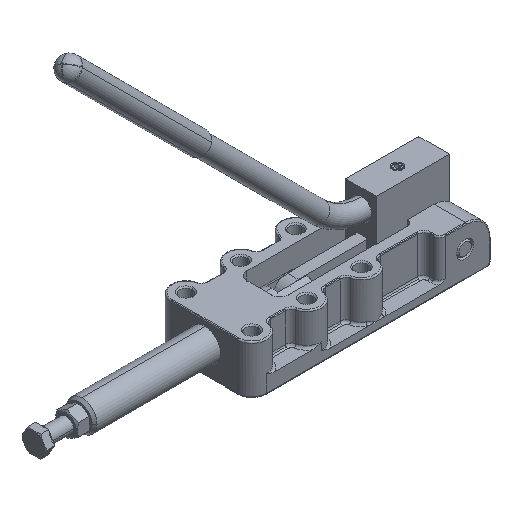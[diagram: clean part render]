
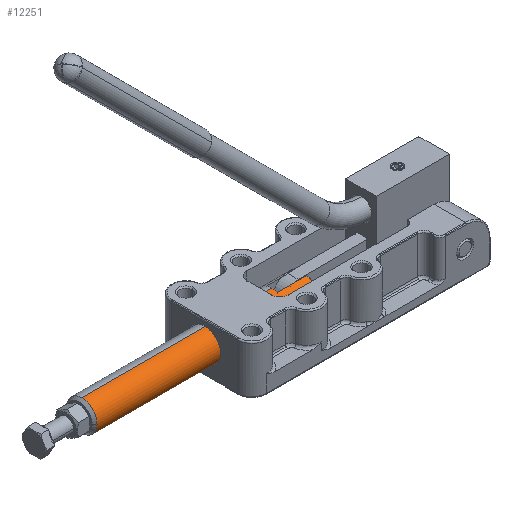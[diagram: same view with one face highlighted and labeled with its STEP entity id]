
A CAD part, isometric view. The second image highlights one B-rep face of the part: STEP entity #12251.
In plain terms, the highlighted cylindrical face has radius 12.5 mm (diameter 25 mm), a partial arc.
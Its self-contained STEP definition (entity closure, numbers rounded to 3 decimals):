
#11868=CARTESIAN_POINT('',(78.494,43.434,22.));
#11869=VERTEX_POINT('',#11868);
#11878=CARTESIAN_POINT('',(78.494,51.434,10.338));
#11879=VERTEX_POINT('',#11878);
#11880=CARTESIAN_POINT('',(78.494,55.934,22.));
#11881=DIRECTION('',(1.0,0.0,0.0));
#11882=DIRECTION('',(0.0,-1.0,0.0));
#11883=AXIS2_PLACEMENT_3D('',#11880,#11881,#11882);
#11884=CIRCLE('',#11883,12.5);
#11885=EDGE_CURVE('',#11869,#11879,#11884,.T.);
#11968=CARTESIAN_POINT('',(-101.506,43.434,22.));
#11969=VERTEX_POINT('',#11968);
#11993=CARTESIAN_POINT('',(-101.506,55.934,9.5));
#11994=VERTEX_POINT('',#11993);
#12002=CARTESIAN_POINT('',(-101.506,55.934,22.));
#12003=DIRECTION('',(-1.0,0.0,0.0));
#12004=DIRECTION('',(0.0,-1.0,0.0));
#12005=AXIS2_PLACEMENT_3D('',#12002,#12003,#12004);
#12006=CIRCLE('',#12005,12.5);
#12007=EDGE_CURVE('',#11994,#11969,#12006,.T.);
#12059=CARTESIAN_POINT('',(54.494,55.934,34.5));
#12060=VERTEX_POINT('',#12059);
#12061=CARTESIAN_POINT('',(-101.506,55.934,34.5));
#12062=VERTEX_POINT('',#12061);
#12063=CARTESIAN_POINT('',(54.494,55.934,34.5));
#12064=DIRECTION('',(-1.0,0.0,0.0));
#12065=VECTOR('',#12064,156.);
#12066=LINE('',#12063,#12065);
#12067=EDGE_CURVE('',#12060,#12062,#12066,.T.);
#12102=CARTESIAN_POINT('',(54.494,55.934,9.5));
#12103=VERTEX_POINT('',#12102);
#12111=CARTESIAN_POINT('',(-101.506,55.934,9.5));
#12112=DIRECTION('',(1.0,0.0,0.0));
#12113=VECTOR('',#12112,156.);
#12114=LINE('',#12111,#12113);
#12115=EDGE_CURVE('',#11994,#12103,#12114,.T.);
#12194=CARTESIAN_POINT('',(80.494,55.934,22.));
#12195=DIRECTION('',(-1.0,0.0,0.));
#12196=DIRECTION('',(0.0,0.0,1.0));
#12197=AXIS2_PLACEMENT_3D('',#12194,#12195,#12196);
#12198=CYLINDRICAL_SURFACE('',#12197,12.5);
#12199=ORIENTED_EDGE('',*,*,#12067,.T.);
#12200=CARTESIAN_POINT('',(-101.506,55.934,22.));
#12201=DIRECTION('',(-1.0,0.0,0.0));
#12202=DIRECTION('',(0.0,-1.0,0.0));
#12203=AXIS2_PLACEMENT_3D('',#12200,#12201,#12202);
#12204=CIRCLE('',#12203,12.5);
#12205=EDGE_CURVE('',#11969,#12062,#12204,.T.);
#12206=ORIENTED_EDGE('',*,*,#12205,.F.);
#12207=ORIENTED_EDGE('',*,*,#12007,.F.);
#12208=ORIENTED_EDGE('',*,*,#12115,.T.);
#12209=CARTESIAN_POINT('',(54.494,51.434,10.338));
#12210=VERTEX_POINT('',#12209);
#12211=CARTESIAN_POINT('',(54.494,55.934,22.));
#12212=DIRECTION('',(-1.0,0.0,0.0));
#12213=DIRECTION('',(0.0,1.0,0.0));
#12214=AXIS2_PLACEMENT_3D('',#12211,#12212,#12213);
#12215=CIRCLE('',#12214,12.5);
#12216=EDGE_CURVE('',#12103,#12210,#12215,.T.);
#12217=ORIENTED_EDGE('',*,*,#12216,.T.);
#12218=CARTESIAN_POINT('',(54.494,51.434,10.338));
#12219=DIRECTION('',(1.0,0.0,0.0));
#12220=VECTOR('',#12219,24.0);
#12221=LINE('',#12218,#12220);
#12222=EDGE_CURVE('',#12210,#11879,#12221,.T.);
#12223=ORIENTED_EDGE('',*,*,#12222,.T.);
#12224=ORIENTED_EDGE('',*,*,#11885,.F.);
#12225=CARTESIAN_POINT('',(78.494,51.434,33.662));
#12226=VERTEX_POINT('',#12225);
#12227=CARTESIAN_POINT('',(78.494,55.934,22.));
#12228=DIRECTION('',(1.0,0.0,0.0));
#12229=DIRECTION('',(0.0,-1.0,0.0));
#12230=AXIS2_PLACEMENT_3D('',#12227,#12228,#12229);
#12231=CIRCLE('',#12230,12.5);
#12232=EDGE_CURVE('',#12226,#11869,#12231,.T.);
#12233=ORIENTED_EDGE('',*,*,#12232,.F.);
#12234=CARTESIAN_POINT('',(54.494,51.434,33.662));
#12235=VERTEX_POINT('',#12234);
#12236=CARTESIAN_POINT('',(78.494,51.434,33.662));
#12237=DIRECTION('',(-1.0,0.0,0.0));
#12238=VECTOR('',#12237,24.0);
#12239=LINE('',#12236,#12238);
#12240=EDGE_CURVE('',#12226,#12235,#12239,.T.);
#12241=ORIENTED_EDGE('',*,*,#12240,.T.);
#12242=CARTESIAN_POINT('',(54.494,55.934,22.));
#12243=DIRECTION('',(-1.0,0.0,0.0));
#12244=DIRECTION('',(0.0,1.0,0.0));
#12245=AXIS2_PLACEMENT_3D('',#12242,#12243,#12244);
#12246=CIRCLE('',#12245,12.5);
#12247=EDGE_CURVE('',#12235,#12060,#12246,.T.);
#12248=ORIENTED_EDGE('',*,*,#12247,.T.);
#12249=EDGE_LOOP('',(#12199,#12206,#12207,#12208,#12217,#12223,#12224,#12233,#12241,#12248));
#12250=FACE_OUTER_BOUND('',#12249,.T.);
#12251=ADVANCED_FACE('',(#12250),#12198,.T.);
